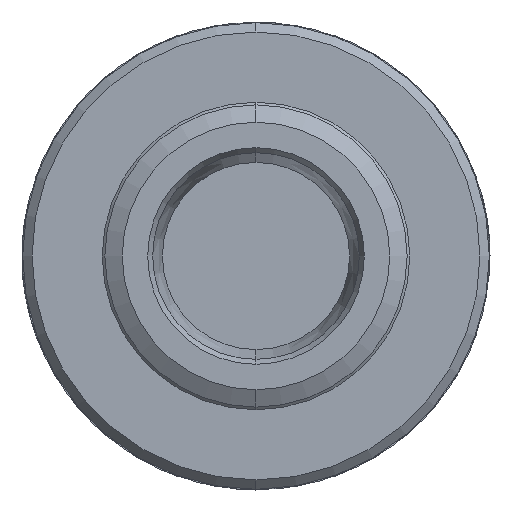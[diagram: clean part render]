
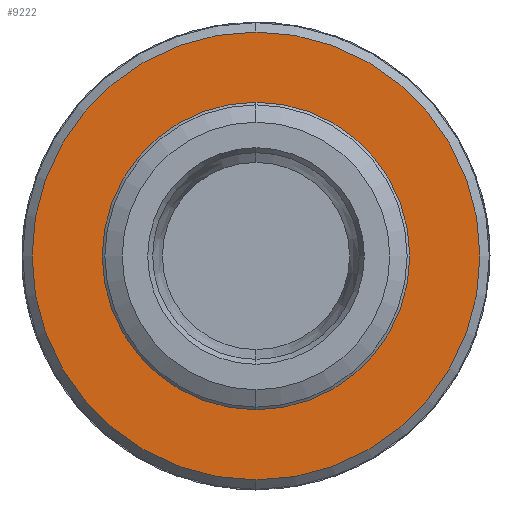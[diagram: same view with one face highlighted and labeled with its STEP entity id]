
A CAD part, left-side view. The second image highlights one B-rep face of the part: STEP entity #9222.
In plain terms, the highlighted planar face has unit normal (-1, 0, 0).
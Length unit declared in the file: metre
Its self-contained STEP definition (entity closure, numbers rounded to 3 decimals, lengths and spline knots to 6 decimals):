
#626 = CARTESIAN_POINT ( 'NONE',  ( -0.07555, 0., 0. ) ) ;
#774 = DIRECTION ( 'NONE',  ( -1., 0., 0. ) ) ;
#775 = DIRECTION ( 'NONE',  ( 0., 0., 1. ) ) ;
#1454 = DIRECTION ( 'NONE',  ( 0., 0., 1. ) ) ;
#1518 = CARTESIAN_POINT ( 'NONE',  ( -0.07555, 0., 0. ) ) ;
#1521 = DIRECTION ( 'NONE',  ( -1., 0., 0. ) ) ;
#1523 = DIRECTION ( 'NONE',  ( 0., 0., 1. ) ) ;
#1591 = CARTESIAN_POINT ( 'NONE',  ( -0.07555, 0., 0. ) ) ;
#1592 = DIRECTION ( 'NONE',  ( -1., 0., 0. ) ) ;
#2653 = CARTESIAN_POINT ( 'NONE',  ( -0.07555, 0., 0.0115 ) ) ;
#2726 = CARTESIAN_POINT ( 'NONE',  ( -0.07555, 0., -0.01675 ) ) ;
#2893 = CARTESIAN_POINT ( 'NONE',  ( -0.07555, 0., -0.0115 ) ) ;
#4144 = CARTESIAN_POINT ( 'NONE',  ( -0.07555, 0., 0.01675 ) ) ;
#4528 = EDGE_CURVE ( 'NONE', #7440, #7365, #9296, .T. ) ;
#4536 = EDGE_CURVE ( 'NONE', #7399, #13680, #9550, .T. ) ;
#5418 = FACE_OUTER_BOUND ( 'NONE', #11267, .T. ) ;
#5595 = FACE_BOUND ( 'NONE', #6756, .T. ) ;
#5922 = CARTESIAN_POINT ( 'NONE',  ( -0.07555, 0., 0. ) ) ;
#5923 = DIRECTION ( 'NONE',  ( 0., 0., 1. ) ) ;
#5924 = DIRECTION ( 'NONE',  ( -1., 0., 0. ) ) ;
#6756 = EDGE_LOOP ( 'NONE', ( #8300, #8206 ) ) ;
#7365 = VERTEX_POINT ( 'NONE', #2653 ) ;
#7399 = VERTEX_POINT ( 'NONE', #2726 ) ;
#7440 = VERTEX_POINT ( 'NONE', #2893 ) ;
#7942 = CIRCLE ( 'NONE', #7956, 0.0115 ) ;
#7956 = AXIS2_PLACEMENT_3D ( 'NONE', #5922, #5924, #5923 ) ;
#8150 = ORIENTED_EDGE ( 'NONE', *, *, #4536, .T. ) ;
#8206 = ORIENTED_EDGE ( 'NONE', *, *, #4528, .F. ) ;
#8223 = ORIENTED_EDGE ( 'NONE', *, *, #12907, .T. ) ;
#8300 = ORIENTED_EDGE ( 'NONE', *, *, #12548, .F. ) ;
#9222 = ADVANCED_FACE ( 'NONE', ( #5418, #5595 ), #10558, .F. ) ;
#9296 = CIRCLE ( 'NONE', #9310, 0.0115 ) ;
#9310 = AXIS2_PLACEMENT_3D ( 'NONE', #1518, #1521, #1523 ) ;
#9550 = CIRCLE ( 'NONE', #12874, 0.01675 ) ;
#10556 = DIRECTION ( 'NONE',  ( 1., 0., 0. ) ) ;
#10557 = CARTESIAN_POINT ( 'NONE',  ( -0.07555, 0.0116, 0. ) ) ;
#10558 = PLANE ( 'NONE',  #12606 ) ;
#10559 = DIRECTION ( 'NONE',  ( 0., 0., -1. ) ) ;
#11267 = EDGE_LOOP ( 'NONE', ( #8150, #8223 ) ) ;
#11698 = CIRCLE ( 'NONE', #11715, 0.01675 ) ;
#11715 = AXIS2_PLACEMENT_3D ( 'NONE', #626, #774, #775 ) ;
#12548 = EDGE_CURVE ( 'NONE', #7365, #7440, #7942, .T. ) ;
#12606 = AXIS2_PLACEMENT_3D ( 'NONE', #10557, #10556, #10559 ) ;
#12874 = AXIS2_PLACEMENT_3D ( 'NONE', #1591, #1592, #1454 ) ;
#12907 = EDGE_CURVE ( 'NONE', #13680, #7399, #11698, .T. ) ;
#13680 = VERTEX_POINT ( 'NONE', #4144 ) ;
